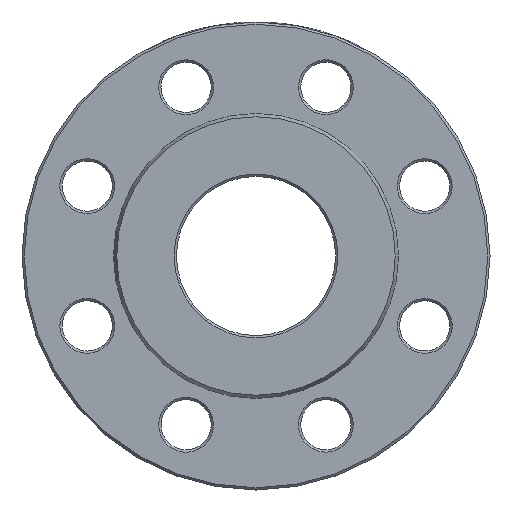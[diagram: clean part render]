
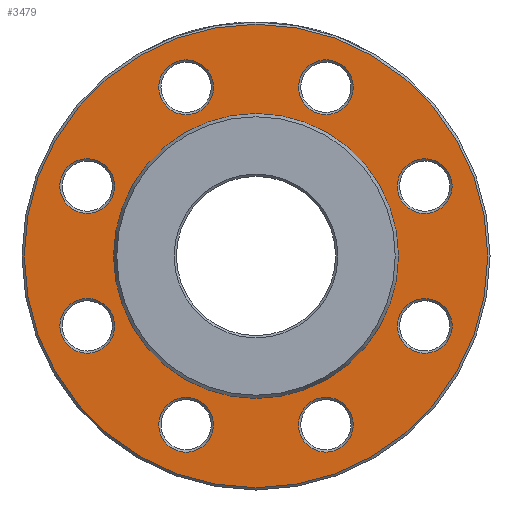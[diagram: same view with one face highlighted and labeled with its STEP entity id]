
A CAD part, left-side view. The second image highlights one B-rep face of the part: STEP entity #3479.
In plain terms, the highlighted planar face has unit normal (-1, 0, 0).
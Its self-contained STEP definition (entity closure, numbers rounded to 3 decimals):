
#57 = FACE_BOUND ( 'NONE', #1579, .T. ) ;
#99 = DIRECTION ( 'NONE',  ( 0., -0.707, -0.707 ) ) ;
#105 = VERTEX_POINT ( 'NONE', #3134 ) ;
#161 = CIRCLE ( 'NONE', #786, 12. ) ;
#200 = EDGE_CURVE ( 'NONE', #105, #105, #4101, .T. ) ;
#221 = CARTESIAN_POINT ( 'NONE',  ( 3., 42.615, 73.91 ) ) ;
#225 = CIRCLE ( 'NONE', #492, 12. ) ;
#227 = EDGE_CURVE ( 'NONE', #2651, #2651, #3395, .T. ) ;
#262 = AXIS2_PLACEMENT_3D ( 'NONE', #2704, #2260, #3607 ) ;
#492 = AXIS2_PLACEMENT_3D ( 'NONE', #526, #3944, #99 ) ;
#526 = CARTESIAN_POINT ( 'NONE',  ( 3., 30.615, -73.91 ) ) ;
#537 = FACE_BOUND ( 'NONE', #866, .T. ) ;
#547 = EDGE_LOOP ( 'NONE', ( #3629 ) ) ;
#557 = VERTEX_POINT ( 'NONE', #3980 ) ;
#562 = DIRECTION ( 'NONE',  ( 1., 0., 0. ) ) ;
#564 = EDGE_CURVE ( 'NONE', #1339, #1339, #1913, .T. ) ;
#637 = CARTESIAN_POINT ( 'NONE',  ( 3., -42.615, -73.91 ) ) ;
#652 = CIRCLE ( 'NONE', #2265, 12. ) ;
#741 = CIRCLE ( 'NONE', #4945, 12. ) ;
#743 = DIRECTION ( 'NONE',  ( 1., 0., 0. ) ) ;
#786 = AXIS2_PLACEMENT_3D ( 'NONE', #3253, #5522, #5101 ) ;
#866 = EDGE_LOOP ( 'NONE', ( #2309 ) ) ;
#896 = CARTESIAN_POINT ( 'NONE',  ( 3., -22.129, 82.396 ) ) ;
#956 = CARTESIAN_POINT ( 'NONE',  ( 3., 0., 62.399 ) ) ;
#987 = AXIS2_PLACEMENT_3D ( 'NONE', #3770, #4164, #5034 ) ;
#1053 = DIRECTION ( 'NONE',  ( 1., 0., 0. ) ) ;
#1092 = VERTEX_POINT ( 'NONE', #2761 ) ;
#1276 = CIRCLE ( 'NONE', #3968, 12. ) ;
#1339 = VERTEX_POINT ( 'NONE', #3049 ) ;
#1348 = ORIENTED_EDGE ( 'NONE', *, *, #200, .T. ) ;
#1355 = ORIENTED_EDGE ( 'NONE', *, *, #2215, .T. ) ;
#1433 = DIRECTION ( 'NONE',  ( 1., 0., 0. ) ) ;
#1445 = VERTEX_POINT ( 'NONE', #221 ) ;
#1457 = CARTESIAN_POINT ( 'NONE',  ( 3., -30.615, 73.91 ) ) ;
#1478 = CARTESIAN_POINT ( 'NONE',  ( 3., 0., 0. ) ) ;
#1481 = EDGE_CURVE ( 'NONE', #4395, #4395, #741, .T. ) ;
#1579 = EDGE_LOOP ( 'NONE', ( #2889 ) ) ;
#1590 = DIRECTION ( 'NONE',  ( 0., 0., -1. ) ) ;
#1591 = AXIS2_PLACEMENT_3D ( 'NONE', #1478, #3306, #1590 ) ;
#1791 = EDGE_CURVE ( 'NONE', #3105, #3105, #652, .T. ) ;
#1813 = DIRECTION ( 'NONE',  ( 0., 0., 1. ) ) ;
#1850 = EDGE_CURVE ( 'NONE', #557, #557, #1276, .T. ) ;
#1913 = CIRCLE ( 'NONE', #2712, 12. ) ;
#2080 = CIRCLE ( 'NONE', #4229, 12. ) ;
#2215 = EDGE_CURVE ( 'NONE', #1092, #1092, #225, .T. ) ;
#2239 = CARTESIAN_POINT ( 'NONE',  ( 3., 62.399, 0. ) ) ;
#2260 = DIRECTION ( 'NONE',  ( 1., 0., 0. ) ) ;
#2265 = AXIS2_PLACEMENT_3D ( 'NONE', #1457, #1433, #2361 ) ;
#2309 = ORIENTED_EDGE ( 'NONE', *, *, #564, .T. ) ;
#2333 = DIRECTION ( 'NONE',  ( 0., 0.707, -0.707 ) ) ;
#2361 = DIRECTION ( 'NONE',  ( 0., 0.707, 0.707 ) ) ;
#2423 = VERTEX_POINT ( 'NONE', #3667 ) ;
#2483 = EDGE_LOOP ( 'NONE', ( #1348 ) ) ;
#2600 = FACE_BOUND ( 'NONE', #4104, .T. ) ;
#2651 = VERTEX_POINT ( 'NONE', #956 ) ;
#2657 = FACE_BOUND ( 'NONE', #2483, .T. ) ;
#2682 = ORIENTED_EDGE ( 'NONE', *, *, #4540, .T. ) ;
#2704 = CARTESIAN_POINT ( 'NONE',  ( 3., -73.91, -30.615 ) ) ;
#2712 = AXIS2_PLACEMENT_3D ( 'NONE', #4550, #1053, #2333 ) ;
#2746 = CIRCLE ( 'NONE', #1591, 101.5 ) ;
#2761 = CARTESIAN_POINT ( 'NONE',  ( 3., 22.129, -82.396 ) ) ;
#2774 = DIRECTION ( 'NONE',  ( 1., 0., 0. ) ) ;
#2862 = CARTESIAN_POINT ( 'NONE',  ( 3., 30.615, 73.91 ) ) ;
#2889 = ORIENTED_EDGE ( 'NONE', *, *, #1481, .T. ) ;
#3049 = CARTESIAN_POINT ( 'NONE',  ( 3., 82.396, 22.129 ) ) ;
#3054 = DIRECTION ( 'NONE',  ( 0., 0., -1. ) ) ;
#3105 = VERTEX_POINT ( 'NONE', #896 ) ;
#3110 = FACE_BOUND ( 'NONE', #547, .T. ) ;
#3134 = CARTESIAN_POINT ( 'NONE',  ( 3., -82.396, -22.129 ) ) ;
#3192 = EDGE_LOOP ( 'NONE', ( #5282 ) ) ;
#3253 = CARTESIAN_POINT ( 'NONE',  ( 3., -30.615, -73.91 ) ) ;
#3264 = DIRECTION ( 'NONE',  ( 0., 1., 0. ) ) ;
#3303 = ORIENTED_EDGE ( 'NONE', *, *, #3740, .T. ) ;
#3306 = DIRECTION ( 'NONE',  ( -1., 0., 0. ) ) ;
#3388 = ORIENTED_EDGE ( 'NONE', *, *, #227, .F. ) ;
#3395 = CIRCLE ( 'NONE', #987, 62.399 ) ;
#3479 = ADVANCED_FACE ( 'NONE', ( #537, #3585, #3110, #57, #2657, #3482, #4735, #2600, #4312, #4797 ), #4400, .F. ) ;
#3482 = FACE_BOUND ( 'NONE', #5135, .T. ) ;
#3585 = FACE_BOUND ( 'NONE', #4119, .T. ) ;
#3607 = DIRECTION ( 'NONE',  ( 0., -0.707, 0.707 ) ) ;
#3629 = ORIENTED_EDGE ( 'NONE', *, *, #1791, .T. ) ;
#3667 = CARTESIAN_POINT ( 'NONE',  ( 3., 0., -101.5 ) ) ;
#3740 = EDGE_CURVE ( 'NONE', #1445, #1445, #2080, .T. ) ;
#3770 = CARTESIAN_POINT ( 'NONE',  ( 3., 0., 0. ) ) ;
#3944 = DIRECTION ( 'NONE',  ( 1., 0., 0. ) ) ;
#3968 = AXIS2_PLACEMENT_3D ( 'NONE', #4045, #2774, #4521 ) ;
#3976 = CARTESIAN_POINT ( 'NONE',  ( 3., -73.91, 30.615 ) ) ;
#3980 = CARTESIAN_POINT ( 'NONE',  ( 3., 73.91, -42.615 ) ) ;
#4045 = CARTESIAN_POINT ( 'NONE',  ( 3., 73.91, -30.615 ) ) ;
#4101 = CIRCLE ( 'NONE', #262, 12. ) ;
#4104 = EDGE_LOOP ( 'NONE', ( #4551 ) ) ;
#4119 = EDGE_LOOP ( 'NONE', ( #3303 ) ) ;
#4164 = DIRECTION ( 'NONE',  ( -1., 0., 0. ) ) ;
#4229 = AXIS2_PLACEMENT_3D ( 'NONE', #2862, #743, #3264 ) ;
#4301 = DIRECTION ( 'NONE',  ( 1., 0., 0. ) ) ;
#4312 = FACE_OUTER_BOUND ( 'NONE', #3192, .T. ) ;
#4395 = VERTEX_POINT ( 'NONE', #4732 ) ;
#4400 = PLANE ( 'NONE',  #4765 ) ;
#4521 = DIRECTION ( 'NONE',  ( 0., 0., -1. ) ) ;
#4540 = EDGE_CURVE ( 'NONE', #4986, #4986, #161, .T. ) ;
#4550 = CARTESIAN_POINT ( 'NONE',  ( 3., 73.91, 30.615 ) ) ;
#4551 = ORIENTED_EDGE ( 'NONE', *, *, #1850, .T. ) ;
#4590 = EDGE_LOOP ( 'NONE', ( #3388 ) ) ;
#4732 = CARTESIAN_POINT ( 'NONE',  ( 3., -73.91, 42.615 ) ) ;
#4735 = FACE_BOUND ( 'NONE', #5162, .T. ) ;
#4765 = AXIS2_PLACEMENT_3D ( 'NONE', #2239, #562, #3054 ) ;
#4797 = FACE_BOUND ( 'NONE', #4590, .T. ) ;
#4945 = AXIS2_PLACEMENT_3D ( 'NONE', #3976, #4301, #1813 ) ;
#4986 = VERTEX_POINT ( 'NONE', #637 ) ;
#5034 = DIRECTION ( 'NONE',  ( 0., 0., 1. ) ) ;
#5101 = DIRECTION ( 'NONE',  ( 0., -1., 0. ) ) ;
#5135 = EDGE_LOOP ( 'NONE', ( #2682 ) ) ;
#5162 = EDGE_LOOP ( 'NONE', ( #1355 ) ) ;
#5282 = ORIENTED_EDGE ( 'NONE', *, *, #5442, .T. ) ;
#5442 = EDGE_CURVE ( 'NONE', #2423, #2423, #2746, .T. ) ;
#5522 = DIRECTION ( 'NONE',  ( 1., 0., 0. ) ) ;
